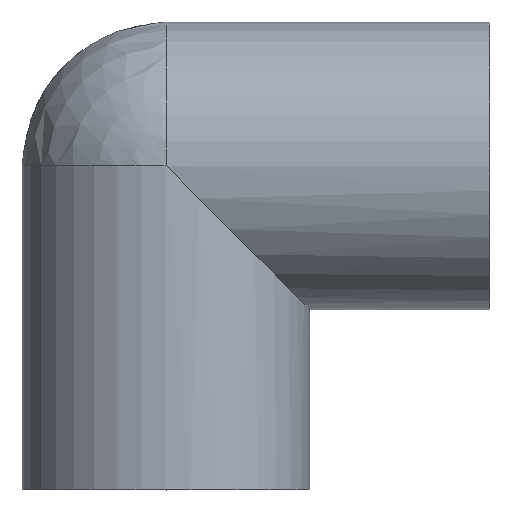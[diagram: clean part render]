
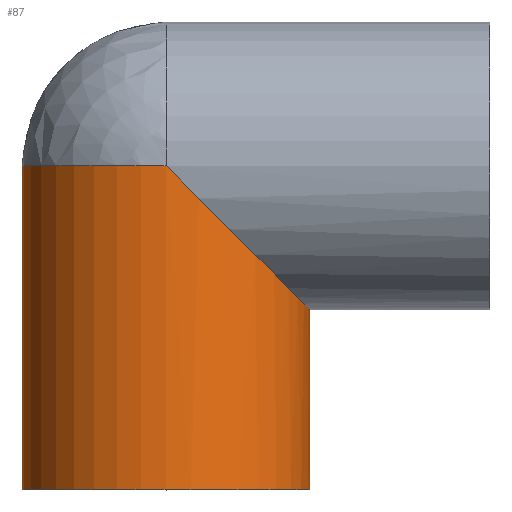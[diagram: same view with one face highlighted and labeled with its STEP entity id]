
A CAD part, top view. The second image highlights one B-rep face of the part: STEP entity #87.
In plain terms, the highlighted cylindrical face has radius 80 mm (diameter 160 mm), a partial arc.
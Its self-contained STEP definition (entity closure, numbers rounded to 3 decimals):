
#87 = ADVANCED_FACE( '', ( #222 ), #223, .T. );
#89 = VERTEX_POINT( '', #225 );
#95 = EDGE_CURVE( '', #127, #153, #231, .T. );
#123 = EDGE_CURVE( '', #187, #89, #260, .T. );
#125 = EDGE_CURVE( '', #187, #145, #262, .T. );
#127 = VERTEX_POINT( '', #264 );
#133 = EDGE_CURVE( '', #127, #89, #271, .T. );
#145 = VERTEX_POINT( '', #286 );
#153 = VERTEX_POINT( '', #294 );
#165 = EDGE_CURVE( '', #153, #145, #307, .T. );
#187 = VERTEX_POINT( '', #334 );
#222 = FACE_OUTER_BOUND( '', #360, .T. );
#223 = CYLINDRICAL_SURFACE( '', #361, 80. );
#225 = CARTESIAN_POINT( '', ( -80., 0., 0. ) );
#231 = CIRCLE( '', #371, 80. );
#260 = CIRCLE( '', #409, 80. );
#262 = LINE( '', #412, #413 );
#264 = CARTESIAN_POINT( '', ( -80., 180., 0. ) );
#271 = LINE( '', #422, #423 );
#286 = CARTESIAN_POINT( '', ( 80., 100., 0. ) );
#294 = CARTESIAN_POINT( '', ( 0., 180., 80. ) );
#307 = ELLIPSE( '', #469, 113.137, 80. );
#334 = CARTESIAN_POINT( '', ( 80., 0., 0. ) );
#360 = EDGE_LOOP( '', ( #531, #532, #533, #534, #535 ) );
#361 = AXIS2_PLACEMENT_3D( '', #536, #537, #538 );
#371 = AXIS2_PLACEMENT_3D( '', #542, #543, #544 );
#409 = AXIS2_PLACEMENT_3D( '', #568, #569, #570 );
#412 = CARTESIAN_POINT( '', ( 80., 90., 0. ) );
#413 = VECTOR( '', #571, 1. );
#422 = CARTESIAN_POINT( '', ( -80., 90., 0. ) );
#423 = VECTOR( '', #582, 1. );
#469 = AXIS2_PLACEMENT_3D( '', #631, #632, #633 );
#531 = ORIENTED_EDGE( '', *, *, #133, .T. );
#532 = ORIENTED_EDGE( '', *, *, #123, .F. );
#533 = ORIENTED_EDGE( '', *, *, #125, .T. );
#534 = ORIENTED_EDGE( '', *, *, #165, .F. );
#535 = ORIENTED_EDGE( '', *, *, #95, .F. );
#536 = CARTESIAN_POINT( '', ( 0., 90., 0. ) );
#537 = DIRECTION( '', ( 0., 1., 0. ) );
#538 = DIRECTION( '', ( -1., 0., 0. ) );
#542 = CARTESIAN_POINT( '', ( 0., 180., 0. ) );
#543 = DIRECTION( '', ( 0., 1., 0. ) );
#544 = DIRECTION( '', ( 0., 0., -1. ) );
#568 = CARTESIAN_POINT( '', ( 0., 0., 0. ) );
#569 = DIRECTION( '', ( 0., -1., 0. ) );
#570 = DIRECTION( '', ( -1., 0., 0. ) );
#571 = DIRECTION( '', ( 0., 1., 0. ) );
#582 = DIRECTION( '', ( 0., -1., 0. ) );
#631 = CARTESIAN_POINT( '', ( 0., 180., 0. ) );
#632 = DIRECTION( '', ( 0.707, 0.707, 0. ) );
#633 = DIRECTION( '', ( -0.707, 0.707, 0. ) );
